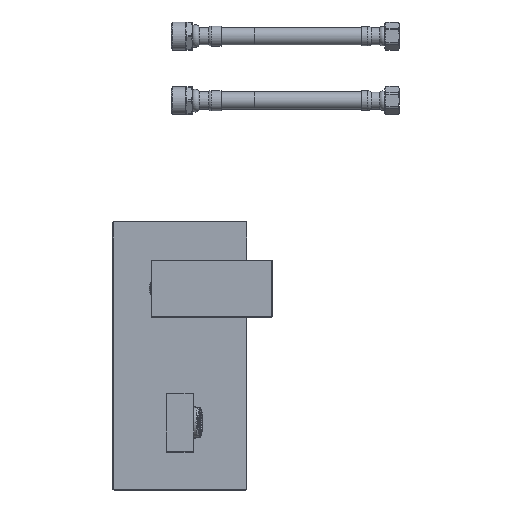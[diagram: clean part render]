
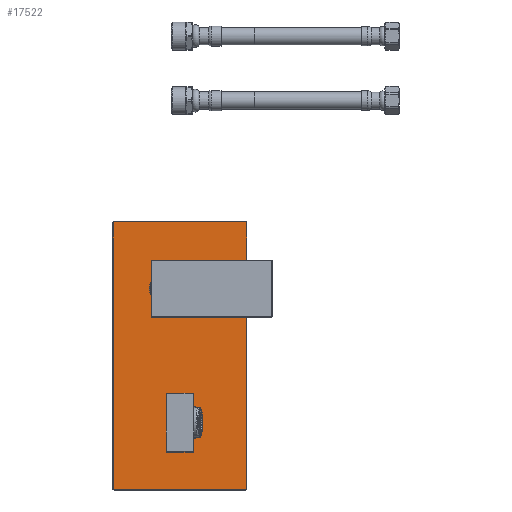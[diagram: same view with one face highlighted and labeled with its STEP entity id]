
A CAD part, top view. The second image highlights one B-rep face of the part: STEP entity #17522.
In plain terms, the highlighted planar face has unit normal (0, 0, 1).
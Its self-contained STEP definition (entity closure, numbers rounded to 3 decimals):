
#7087=LINE('',#94660,#12293);
#7109=LINE('',#94723,#12315);
#7111=LINE('',#94736,#12317);
#7112=LINE('',#94741,#12318);
#7113=LINE('',#94745,#12319);
#7114=LINE('',#94749,#12320);
#12293=VECTOR('',#75055,1.);
#12315=VECTOR('',#75103,1.);
#12317=VECTOR('',#75123,1.);
#12318=VECTOR('',#75126,1.);
#12319=VECTOR('',#75129,1.);
#12320=VECTOR('',#75132,1.);
#17522=ADVANCED_FACE('',(#23158,#23159,#23160,#23161,#23162),#21397,.F.);
#21397=PLANE('',#67883);
#23158=FACE_BOUND('',#24141,.T.);
#23159=FACE_BOUND('',#24142,.T.);
#23160=FACE_BOUND('',#24143,.T.);
#23161=FACE_BOUND('',#24144,.T.);
#23162=FACE_BOUND('',#24145,.T.);
#24141=EDGE_LOOP('',(#28671,#28672,#28673,#28674,#28675,#28676,#28677,#28678));
#24142=EDGE_LOOP('',(#28679));
#24143=EDGE_LOOP('',(#28680));
#24144=EDGE_LOOP('',(#28681));
#24145=EDGE_LOOP('',(#28682,#28683,#28684,#28685));
#28671=ORIENTED_EDGE('',*,*,#54503,.T.);
#28672=ORIENTED_EDGE('',*,*,#54504,.T.);
#28673=ORIENTED_EDGE('',*,*,#54505,.T.);
#28674=ORIENTED_EDGE('',*,*,#54506,.T.);
#28675=ORIENTED_EDGE('',*,*,#54507,.T.);
#28676=ORIENTED_EDGE('',*,*,#54508,.T.);
#28677=ORIENTED_EDGE('',*,*,#54509,.T.);
#28678=ORIENTED_EDGE('',*,*,#54510,.T.);
#28679=ORIENTED_EDGE('',*,*,#54487,.T.);
#28680=ORIENTED_EDGE('',*,*,#54485,.T.);
#28681=ORIENTED_EDGE('',*,*,#54483,.T.);
#28682=ORIENTED_EDGE('',*,*,#54467,.F.);
#28683=ORIENTED_EDGE('',*,*,#54511,.T.);
#28684=ORIENTED_EDGE('',*,*,#54494,.F.);
#28685=ORIENTED_EDGE('',*,*,#54512,.T.);
#48236=VERTEX_POINT('',#94661);
#48237=VERTEX_POINT('',#94662);
#48252=VERTEX_POINT('',#94697);
#48254=VERTEX_POINT('',#94702);
#48256=VERTEX_POINT('',#94707);
#48263=VERTEX_POINT('',#94722);
#48264=VERTEX_POINT('',#94724);
#48266=VERTEX_POINT('',#94737);
#48267=VERTEX_POINT('',#94738);
#48268=VERTEX_POINT('',#94740);
#48269=VERTEX_POINT('',#94742);
#48270=VERTEX_POINT('',#94744);
#48271=VERTEX_POINT('',#94746);
#48272=VERTEX_POINT('',#94748);
#48273=VERTEX_POINT('',#94750);
#54467=EDGE_CURVE('',#48236,#48237,#7087,.T.);
#54483=EDGE_CURVE('',#48252,#48252,#64272,.T.);
#54485=EDGE_CURVE('',#48254,#48254,#64274,.T.);
#54487=EDGE_CURVE('',#48256,#48256,#64276,.T.);
#54494=EDGE_CURVE('',#48263,#48264,#7109,.T.);
#54503=EDGE_CURVE('',#48266,#48267,#7111,.T.);
#54504=EDGE_CURVE('',#48267,#48268,#64284,.T.);
#54505=EDGE_CURVE('',#48268,#48269,#7112,.T.);
#54506=EDGE_CURVE('',#48269,#48270,#64285,.T.);
#54507=EDGE_CURVE('',#48270,#48271,#7113,.T.);
#54508=EDGE_CURVE('',#48271,#48272,#64286,.T.);
#54509=EDGE_CURVE('',#48272,#48273,#7114,.T.);
#54510=EDGE_CURVE('',#48273,#48266,#64287,.T.);
#54511=EDGE_CURVE('',#48236,#48264,#64288,.T.);
#54512=EDGE_CURVE('',#48263,#48237,#64289,.T.);
#64272=CIRCLE('',#67859,21.25);
#64274=CIRCLE('',#67862,2.6);
#64276=CIRCLE('',#67865,2.6);
#64284=CIRCLE('',#67877,0.8);
#64285=CIRCLE('',#67878,0.8);
#64286=CIRCLE('',#67879,0.8);
#64287=CIRCLE('',#67880,0.8);
#64288=CIRCLE('',#67881,8.);
#64289=CIRCLE('',#67882,8.);
#67859=AXIS2_PLACEMENT_3D('',#94696,#75079,#75080);
#67862=AXIS2_PLACEMENT_3D('',#94701,#75085,#75086);
#67865=AXIS2_PLACEMENT_3D('',#94706,#75091,#75092);
#67877=AXIS2_PLACEMENT_3D('',#94739,#75124,#75125);
#67878=AXIS2_PLACEMENT_3D('',#94743,#75127,#75128);
#67879=AXIS2_PLACEMENT_3D('',#94747,#75130,#75131);
#67880=AXIS2_PLACEMENT_3D('',#94751,#75133,#75134);
#67881=AXIS2_PLACEMENT_3D('',#94752,#75135,#75136);
#67882=AXIS2_PLACEMENT_3D('',#94753,#75137,#75138);
#67883=AXIS2_PLACEMENT_3D('',#94754,#75139,#75140);
#75055=DIRECTION('',(0.,1.,0.));
#75079=DIRECTION('',(0.,0.,-1.));
#75080=DIRECTION('',(0.,1.,0.));
#75085=DIRECTION('',(0.,0.,-1.));
#75086=DIRECTION('',(0.,1.,0.));
#75091=DIRECTION('',(0.,0.,-1.));
#75092=DIRECTION('',(0.,1.,0.));
#75103=DIRECTION('',(0.,-1.,0.));
#75123=DIRECTION('',(0.,1.,0.));
#75124=DIRECTION('',(0.,0.,1.));
#75125=DIRECTION('',(0.,1.,0.));
#75126=DIRECTION('',(-1.,0.,0.));
#75127=DIRECTION('',(0.,0.,1.));
#75128=DIRECTION('',(0.,1.,0.));
#75129=DIRECTION('',(0.,-1.,0.));
#75130=DIRECTION('',(0.,0.,1.));
#75131=DIRECTION('',(0.,1.,0.));
#75132=DIRECTION('',(1.,0.,0.));
#75133=DIRECTION('',(0.,0.,1.));
#75134=DIRECTION('',(0.,1.,0.));
#75135=DIRECTION('',(0.,0.,-1.));
#75136=DIRECTION('',(0.,1.,0.));
#75137=DIRECTION('',(0.,0.,-1.));
#75138=DIRECTION('',(0.,1.,0.));
#75139=DIRECTION('',(0.,0.,-1.));
#75140=DIRECTION('',(0.,1.,0.));
#94660=CARTESIAN_POINT('',(8.,-60.3,36.5));
#94661=CARTESIAN_POINT('',(8.,-52.3,36.5));
#94662=CARTESIAN_POINT('',(8.,-48.3,36.5));
#94696=CARTESIAN_POINT('',(0.,49.75,36.5));
#94697=CARTESIAN_POINT('',(0.,71.,36.5));
#94701=CARTESIAN_POINT('',(4.5,-33.8,36.5));
#94702=CARTESIAN_POINT('',(4.5,-31.2,36.5));
#94706=CARTESIAN_POINT('',(-4.5,-66.8,36.5));
#94707=CARTESIAN_POINT('',(-4.5,-64.2,36.5));
#94722=CARTESIAN_POINT('',(-8.,-48.3,36.5));
#94723=CARTESIAN_POINT('',(-8.,-40.3,36.5));
#94724=CARTESIAN_POINT('',(-8.,-52.3,36.5));
#94736=CARTESIAN_POINT('',(49.8,-66.8,36.5));
#94737=CARTESIAN_POINT('',(49.8,-99.3,36.5));
#94738=CARTESIAN_POINT('',(49.8,98.7,36.5));
#94739=CARTESIAN_POINT('',(49.,98.7,36.5));
#94740=CARTESIAN_POINT('',(49.,99.5,36.5));
#94741=CARTESIAN_POINT('',(-4.5,99.5,36.5));
#94742=CARTESIAN_POINT('',(-49.,99.5,36.5));
#94743=CARTESIAN_POINT('',(-49.,98.7,36.5));
#94744=CARTESIAN_POINT('',(-49.8,98.7,36.5));
#94745=CARTESIAN_POINT('',(-49.8,-66.8,36.5));
#94746=CARTESIAN_POINT('',(-49.8,-99.3,36.5));
#94747=CARTESIAN_POINT('',(-49.,-99.3,36.5));
#94748=CARTESIAN_POINT('',(-49.,-100.1,36.5));
#94749=CARTESIAN_POINT('',(-4.5,-100.1,36.5));
#94750=CARTESIAN_POINT('',(49.,-100.1,36.5));
#94751=CARTESIAN_POINT('',(49.,-99.3,36.5));
#94752=CARTESIAN_POINT('',(0.,-52.3,36.5));
#94753=CARTESIAN_POINT('',(0.,-48.3,36.5));
#94754=CARTESIAN_POINT('',(-4.5,-66.8,36.5));
